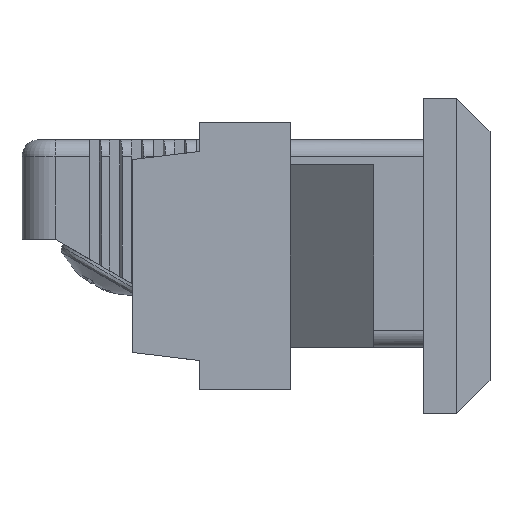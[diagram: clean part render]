
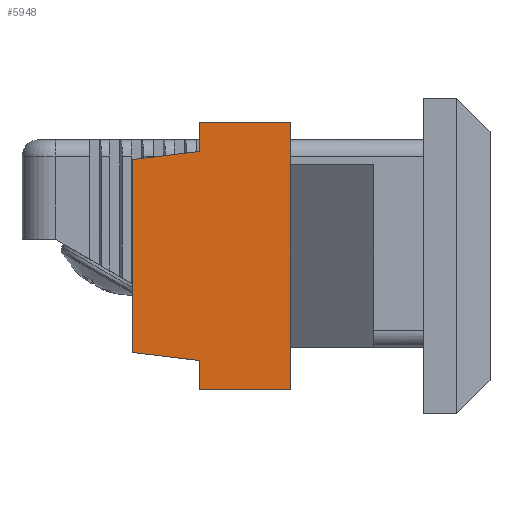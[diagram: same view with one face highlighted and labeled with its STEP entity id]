
A CAD part, front view. The second image highlights one B-rep face of the part: STEP entity #5948.
In plain terms, the highlighted planar face has unit normal (0, -1, 0).
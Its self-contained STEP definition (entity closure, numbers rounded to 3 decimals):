
#26 = EDGE_CURVE ( 'NONE', #5848, #4224, #2980, .T. ) ;
#718 = DIRECTION ( 'NONE',  ( 0.122, 0., -0.993 ) ) ;
#1227 = EDGE_CURVE ( 'NONE', #9755, #5872, #10290, .T. ) ;
#1646 = CARTESIAN_POINT ( 'NONE',  ( -8.05, -14.5, -5.5 ) ) ;
#1647 = EDGE_CURVE ( 'NONE', #5848, #7740, #11527, .T. ) ;
#1765 = VERTEX_POINT ( 'NONE', #16410 ) ;
#2074 = LINE ( 'NONE', #8699, #6176 ) ;
#2509 = EDGE_CURVE ( 'NONE', #14428, #9379, #4086, .T. ) ;
#2539 = ORIENTED_EDGE ( 'NONE', *, *, #2509, .T. ) ;
#2608 = DIRECTION ( 'NONE',  ( 1., 0., 0. ) ) ;
#2980 = LINE ( 'NONE', #3109, #10375 ) ;
#3109 = CARTESIAN_POINT ( 'NONE',  ( 5.5, -14.5, -5.5 ) ) ;
#3123 = CARTESIAN_POINT ( 'NONE',  ( -6.752, -14.5, -3.683 ) ) ;
#3197 = CARTESIAN_POINT ( 'NONE',  ( 8.05, -14.5, -5.5 ) ) ;
#3364 = DIRECTION ( 'NONE',  ( 0., 0., 1. ) ) ;
#3710 = AXIS2_PLACEMENT_3D ( 'NONE', #15008, #16271, #9686 ) ;
#3739 = CARTESIAN_POINT ( 'NONE',  ( -8.05, -14.5, 0. ) ) ;
#3831 = FACE_OUTER_BOUND ( 'NONE', #13247, .T. ) ;
#4020 = ORIENTED_EDGE ( 'NONE', *, *, #1647, .T. ) ;
#4086 = LINE ( 'NONE', #15621, #10471 ) ;
#4224 = VERTEX_POINT ( 'NONE', #14722 ) ;
#4259 = VERTEX_POINT ( 'NONE', #14499 ) ;
#5046 = ORIENTED_EDGE ( 'NONE', *, *, #1227, .F. ) ;
#5165 = EDGE_CURVE ( 'NONE', #16308, #4224, #16557, .T. ) ;
#5679 = CARTESIAN_POINT ( 'NONE',  ( -6.3, -14.5, 0. ) ) ;
#5848 = VERTEX_POINT ( 'NONE', #14902 ) ;
#5872 = VERTEX_POINT ( 'NONE', #5679 ) ;
#5948 = ADVANCED_FACE ( 'NONE', ( #3831 ), #8421, .T. ) ;
#6176 = VECTOR ( 'NONE', #718, 1000. ) ;
#6244 = DIRECTION ( 'NONE',  ( 1., 0., 0. ) ) ;
#6429 = DIRECTION ( 'NONE',  ( -1., 0., 0. ) ) ;
#6441 = CARTESIAN_POINT ( 'NONE',  ( 8.05, -14.5, -5.5 ) ) ;
#7442 = DIRECTION ( 'NONE',  ( 1., 0., 0. ) ) ;
#7740 = VERTEX_POINT ( 'NONE', #11469 ) ;
#8032 = VECTOR ( 'NONE', #2608, 1000. ) ;
#8209 = VECTOR ( 'NONE', #3364, 1000. ) ;
#8400 = DIRECTION ( 'NONE',  ( -0.122, 0., -0.993 ) ) ;
#8421 = PLANE ( 'NONE',  #3710 ) ;
#8492 = EDGE_CURVE ( 'NONE', #9379, #5872, #15553, .T. ) ;
#8494 = ORIENTED_EDGE ( 'NONE', *, *, #10898, .T. ) ;
#8699 = CARTESIAN_POINT ( 'NONE',  ( 6.991, -14.5, -5.63 ) ) ;
#8760 = VECTOR ( 'NONE', #6244, 1000. ) ;
#8857 = VECTOR ( 'NONE', #15418, 1000. ) ;
#8941 = CARTESIAN_POINT ( 'NONE',  ( 8.05, -14.5, -5.5 ) ) ;
#9374 = ORIENTED_EDGE ( 'NONE', *, *, #8492, .T. ) ;
#9379 = VERTEX_POINT ( 'NONE', #12751 ) ;
#9432 = DIRECTION ( 'NONE',  ( 0., 0., 1. ) ) ;
#9587 = VECTOR ( 'NONE', #7442, 1000. ) ;
#9686 = DIRECTION ( 'NONE',  ( 1., 0., 0. ) ) ;
#9755 = VERTEX_POINT ( 'NONE', #3739 ) ;
#9772 = LINE ( 'NONE', #12438, #8760 ) ;
#10205 = ORIENTED_EDGE ( 'NONE', *, *, #13641, .F. ) ;
#10290 = LINE ( 'NONE', #15604, #8857 ) ;
#10375 = VECTOR ( 'NONE', #10960, 1000. ) ;
#10400 = ORIENTED_EDGE ( 'NONE', *, *, #12299, .F. ) ;
#10471 = VECTOR ( 'NONE', #6429, 1000. ) ;
#10756 = EDGE_CURVE ( 'NONE', #14428, #4259, #2074, .T. ) ;
#10775 = ORIENTED_EDGE ( 'NONE', *, *, #26, .F. ) ;
#10898 = EDGE_CURVE ( 'NONE', #7740, #1765, #16829, .T. ) ;
#10960 = DIRECTION ( 'NONE',  ( -1., 0., 0. ) ) ;
#10981 = CARTESIAN_POINT ( 'NONE',  ( 5.809, -14.5, 4. ) ) ;
#11469 = CARTESIAN_POINT ( 'NONE',  ( 8.05, -14.5, -5.5 ) ) ;
#11527 = LINE ( 'NONE', #6441, #8032 ) ;
#11777 = ORIENTED_EDGE ( 'NONE', *, *, #5165, .T. ) ;
#12117 = LINE ( 'NONE', #1646, #14163 ) ;
#12299 = EDGE_CURVE ( 'NONE', #16308, #9755, #12117, .T. ) ;
#12438 = CARTESIAN_POINT ( 'NONE',  ( 8.05, -14.5, 0. ) ) ;
#12751 = CARTESIAN_POINT ( 'NONE',  ( -5.809, -14.5, 4. ) ) ;
#13247 = EDGE_LOOP ( 'NONE', ( #5046, #10400, #11777, #10775, #4020, #8494, #10205, #16941, #2539, #9374 ) ) ;
#13641 = EDGE_CURVE ( 'NONE', #4259, #1765, #9772, .T. ) ;
#13911 = CARTESIAN_POINT ( 'NONE',  ( -8.05, -14.5, -5.5 ) ) ;
#14163 = VECTOR ( 'NONE', #9432, 1000. ) ;
#14428 = VERTEX_POINT ( 'NONE', #10981 ) ;
#14499 = CARTESIAN_POINT ( 'NONE',  ( 6.3, -14.5, 0. ) ) ;
#14716 = VECTOR ( 'NONE', #8400, 1000. ) ;
#14722 = CARTESIAN_POINT ( 'NONE',  ( -5.5, -14.5, -5.5 ) ) ;
#14902 = CARTESIAN_POINT ( 'NONE',  ( 5.5, -14.5, -5.5 ) ) ;
#15008 = CARTESIAN_POINT ( 'NONE',  ( 8.05, -14.5, -5.5 ) ) ;
#15418 = DIRECTION ( 'NONE',  ( 1., 0., 0. ) ) ;
#15553 = LINE ( 'NONE', #3123, #14716 ) ;
#15604 = CARTESIAN_POINT ( 'NONE',  ( 8.05, -14.5, 0. ) ) ;
#15621 = CARTESIAN_POINT ( 'NONE',  ( 6.3, -14.5, 4. ) ) ;
#16271 = DIRECTION ( 'NONE',  ( 0., -1., 0. ) ) ;
#16308 = VERTEX_POINT ( 'NONE', #13911 ) ;
#16410 = CARTESIAN_POINT ( 'NONE',  ( 8.05, -14.5, 0. ) ) ;
#16557 = LINE ( 'NONE', #8941, #9587 ) ;
#16829 = LINE ( 'NONE', #3197, #8209 ) ;
#16941 = ORIENTED_EDGE ( 'NONE', *, *, #10756, .F. ) ;
